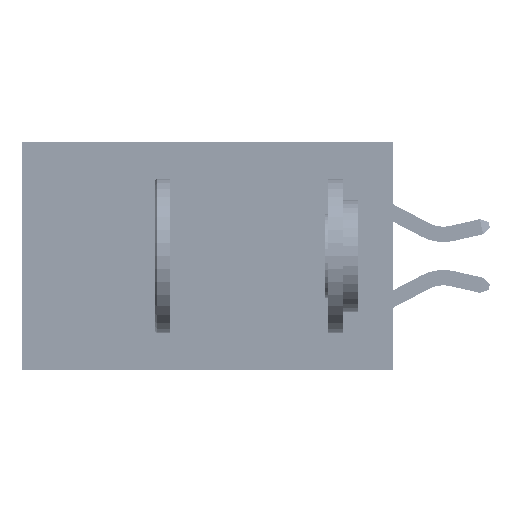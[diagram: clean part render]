
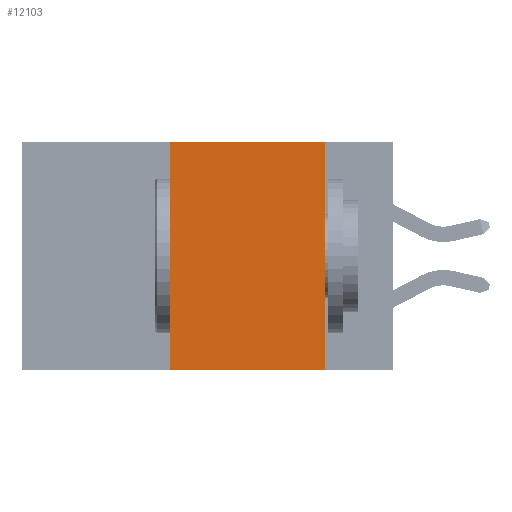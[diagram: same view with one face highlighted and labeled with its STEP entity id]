
A CAD part, left-side view. The second image highlights one B-rep face of the part: STEP entity #12103.
In plain terms, the highlighted planar face has unit normal (-1, 0, 0).
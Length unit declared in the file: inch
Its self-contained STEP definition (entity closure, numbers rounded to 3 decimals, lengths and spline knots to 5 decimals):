
#107 = VECTOR ( 'NONE', #7974, 39.37008 ) ;
#771 = CARTESIAN_POINT ( 'NONE',  ( 0., 0.36, -0.37 ) ) ;
#2514 = ORIENTED_EDGE ( 'NONE', *, *, #12614, .F. ) ;
#2753 = AXIS2_PLACEMENT_3D ( 'NONE', #21247, #8450, #50135 ) ;
#6320 = ORIENTED_EDGE ( 'NONE', *, *, #6413, .F. ) ;
#6413 = EDGE_CURVE ( 'NONE', #20328, #40151, #45339, .T. ) ;
#7974 = DIRECTION ( 'NONE',  ( 0., -1., 0. ) ) ;
#8450 = DIRECTION ( 'NONE',  ( 1., 0., 0. ) ) ;
#8506 = CARTESIAN_POINT ( 'NONE',  ( 0., 0.11, 0. ) ) ;
#9061 = CARTESIAN_POINT ( 'NONE',  ( 0., 0.11, 0. ) ) ;
#12103 = ADVANCED_FACE ( 'NONE', ( #52278 ), #37701, .F. ) ;
#12319 = ORIENTED_EDGE ( 'NONE', *, *, #47843, .T. ) ;
#12614 = EDGE_CURVE ( 'NONE', #40151, #37014, #19874, .T. ) ;
#12877 = CARTESIAN_POINT ( 'NONE',  ( 0., 0.6, 0. ) ) ;
#15486 = VECTOR ( 'NONE', #52671, 39.37008 ) ;
#16125 = VERTEX_POINT ( 'NONE', #771 ) ;
#16152 = EDGE_LOOP ( 'NONE', ( #2514, #6320, #44041, #12319 ) ) ;
#16904 = DIRECTION ( 'NONE',  ( 0., 0., 1. ) ) ;
#19874 = LINE ( 'NONE', #8506, #40579 ) ;
#20328 = VERTEX_POINT ( 'NONE', #26400 ) ;
#20627 = LINE ( 'NONE', #41619, #36117 ) ;
#21247 = CARTESIAN_POINT ( 'NONE',  ( 0., 0.6, 0. ) ) ;
#23815 = LINE ( 'NONE', #36255, #15486 ) ;
#26400 = CARTESIAN_POINT ( 'NONE',  ( 0., 0.36, 0. ) ) ;
#27167 = CARTESIAN_POINT ( 'NONE',  ( 0., 0.11, -0.37 ) ) ;
#36117 = VECTOR ( 'NONE', #16904, 39.37008 ) ;
#36255 = CARTESIAN_POINT ( 'NONE',  ( 0., 0.6, -0.37 ) ) ;
#37014 = VERTEX_POINT ( 'NONE', #27167 ) ;
#37701 = PLANE ( 'NONE',  #2753 ) ;
#40151 = VERTEX_POINT ( 'NONE', #9061 ) ;
#40567 = EDGE_CURVE ( 'NONE', #16125, #20328, #20627, .T. ) ;
#40579 = VECTOR ( 'NONE', #41528, 39.37008 ) ;
#41528 = DIRECTION ( 'NONE',  ( 0., 0., -1. ) ) ;
#41619 = CARTESIAN_POINT ( 'NONE',  ( 0., 0.36, 0. ) ) ;
#44041 = ORIENTED_EDGE ( 'NONE', *, *, #40567, .F. ) ;
#45339 = LINE ( 'NONE', #12877, #107 ) ;
#47843 = EDGE_CURVE ( 'NONE', #16125, #37014, #23815, .T. ) ;
#50135 = DIRECTION ( 'NONE',  ( 0., 0., -1. ) ) ;
#52278 = FACE_OUTER_BOUND ( 'NONE', #16152, .T. ) ;
#52671 = DIRECTION ( 'NONE',  ( 0., -1., 0. ) ) ;
